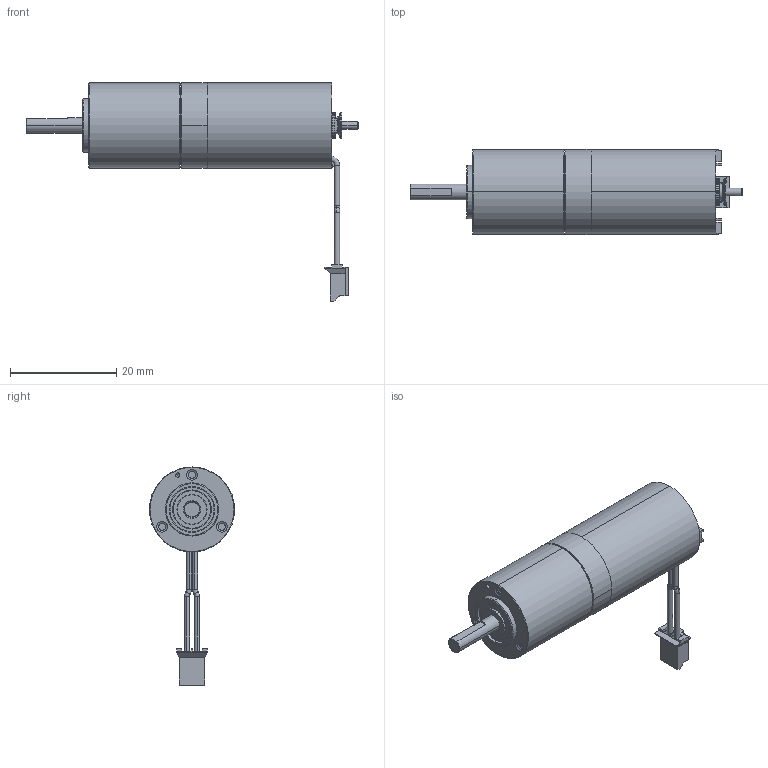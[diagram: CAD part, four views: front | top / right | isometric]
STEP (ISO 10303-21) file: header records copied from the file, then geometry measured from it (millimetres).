
FILE_DESCRIPTION(('no description'),'unknown implementation level');
FILE_NAME('maxon_PN_0_1.stp',' ',('maxon motor ag'),('CADClick - KiM GmbH - www.kimweb.de'),'unknown preprocess','ACIS','unknown authorization');
FILE_SCHEMA(('automotive_design'));
Length unit declared in the file: millimetre
Products named in the file (10): maxon_PN_0_1; maxon_PN_0_2; maxon_PN_0_3; maxon_PN_0_4; maxon_PN_0_5; maxon_PN_0_6; maxon_PN_0
Bounding box: 62.39 x 16 x 41 mm (x, y, z)
Volume: 4844 mm3; surface area: 6566.6 mm2
Topology: 10 solids, 11 shells, 1074 faces, 2782 edges, 1778 vertices
Faces by surface type: plane 598, cylinder 264, cone 128, torus 70, bspline 12, sphere 2
Entity records: 64719 total; most frequent: CARTESIAN_POINT 6580, STYLED_ITEM 5642, PRESENTATION_STYLE_ASSIGNMENT 5642, COLOUR_RGB 5642, ORIENTED_EDGE 5560, DIRECTION 5556, EDGE_CURVE 2780, CURVE_STYLE 2780
